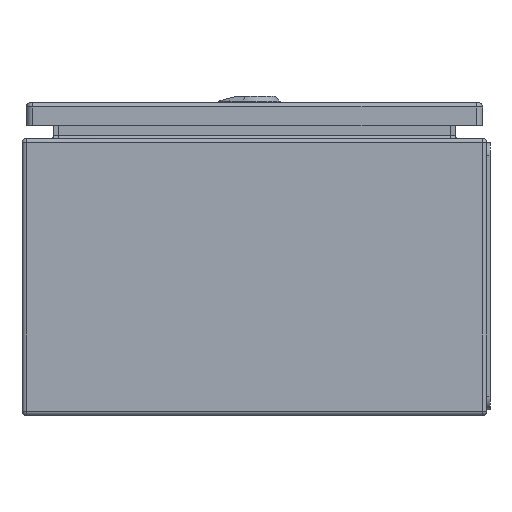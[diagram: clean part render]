
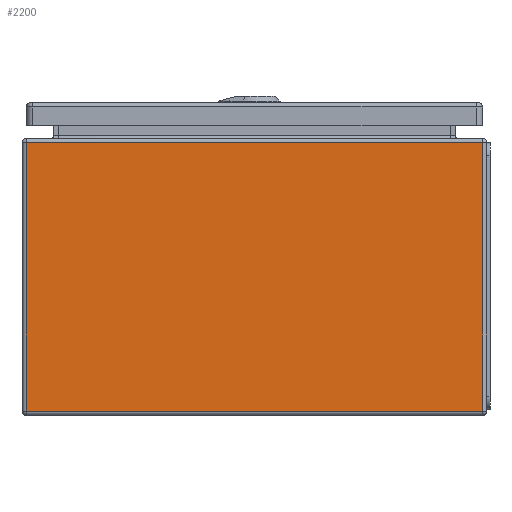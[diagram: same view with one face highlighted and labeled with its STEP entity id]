
A CAD part, left-side view. The second image highlights one B-rep face of the part: STEP entity #2200.
In plain terms, the highlighted planar face has unit normal (-1, 0, 0).
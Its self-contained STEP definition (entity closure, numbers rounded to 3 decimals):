
#2200=ADVANCED_FACE('',(#2860),#2646,.T.);
#2646=PLANE('',#9060);
#2860=FACE_OUTER_BOUND('',#3265,.T.);
#3265=EDGE_LOOP('',(#3920,#3921,#3922,#3923));
#3920=ORIENTED_EDGE('',*,*,#6790,.T.);
#3921=ORIENTED_EDGE('',*,*,#6791,.T.);
#3922=ORIENTED_EDGE('',*,*,#6792,.T.);
#3923=ORIENTED_EDGE('',*,*,#6793,.T.);
#6072=VERTEX_POINT('',#12404);
#6073=VERTEX_POINT('',#12405);
#6074=VERTEX_POINT('',#12407);
#6075=VERTEX_POINT('',#12409);
#6790=EDGE_CURVE('',#6072,#6073,#7842,.T.);
#6791=EDGE_CURVE('',#6073,#6074,#7843,.T.);
#6792=EDGE_CURVE('',#6074,#6075,#7844,.T.);
#6793=EDGE_CURVE('',#6075,#6072,#7845,.T.);
#7842=LINE('',#12403,#8454);
#7843=LINE('',#12406,#8455);
#7844=LINE('',#12408,#8456);
#7845=LINE('',#12410,#8457);
#8454=VECTOR('',#10027,1.);
#8455=VECTOR('',#10028,1.);
#8456=VECTOR('',#10029,1.);
#8457=VECTOR('',#10030,1.);
#9060=AXIS2_PLACEMENT_3D('',#12411,#10031,#10032);
#10027=DIRECTION('',(0.,0.,-1.));
#10028=DIRECTION('',(0.,-1.,0.));
#10029=DIRECTION('',(0.,0.,1.));
#10030=DIRECTION('',(0.,1.,0.));
#10031=DIRECTION('',(-1.,0.,0.));
#10032=DIRECTION('',(0.,0.,1.));
#12403=CARTESIAN_POINT('',(-200.,147.2,179.));
#12404=CARTESIAN_POINT('',(-200.,147.2,176.2));
#12405=CARTESIAN_POINT('',(-200.,147.2,2.8));
#12406=CARTESIAN_POINT('',(-200.,-150.,2.8));
#12407=CARTESIAN_POINT('',(-200.,-147.2,2.8));
#12408=CARTESIAN_POINT('',(-200.,-147.2,179.));
#12409=CARTESIAN_POINT('',(-200.,-147.2,176.2));
#12410=CARTESIAN_POINT('',(-200.,150.,176.2));
#12411=CARTESIAN_POINT('',(-200.,-150.,179.));
